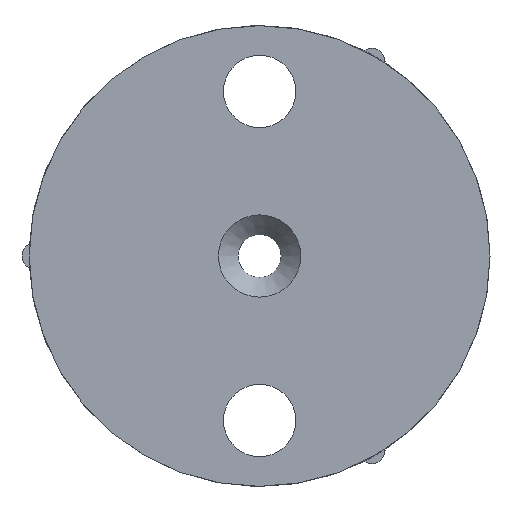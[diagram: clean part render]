
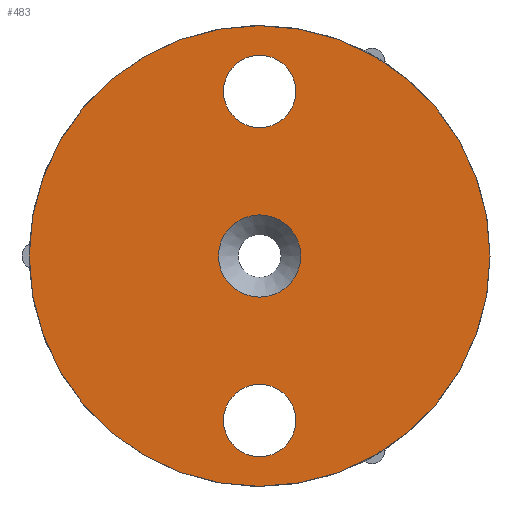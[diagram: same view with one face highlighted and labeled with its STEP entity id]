
A CAD part, front view. The second image highlights one B-rep face of the part: STEP entity #483.
In plain terms, the highlighted planar face has unit normal (0, -1, 0).
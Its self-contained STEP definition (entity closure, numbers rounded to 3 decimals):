
#18=FACE_BOUND('',#89,.T.);
#19=FACE_BOUND('',#90,.T.);
#20=FACE_BOUND('',#91,.T.);
#34=PLANE('',#565);
#60=FACE_OUTER_BOUND('',#88,.T.);
#88=EDGE_LOOP('',(#445));
#89=EDGE_LOOP('',(#446));
#90=EDGE_LOOP('',(#447));
#91=EDGE_LOOP('',(#448));
#163=CIRCLE('',#509,5.5);
#165=CIRCLE('',#512,5.5);
#166=CIRCLE('',#514,6.25);
#195=CIRCLE('',#564,35.);
#197=VERTEX_POINT('',#725);
#199=VERTEX_POINT('',#731);
#200=VERTEX_POINT('',#735);
#241=VERTEX_POINT('',#858);
#244=EDGE_CURVE('',#197,#197,#163,.T.);
#247=EDGE_CURVE('',#199,#199,#165,.T.);
#248=EDGE_CURVE('',#200,#200,#166,.T.);
#310=EDGE_CURVE('',#241,#241,#195,.T.);
#445=ORIENTED_EDGE('',*,*,#310,.F.);
#446=ORIENTED_EDGE('',*,*,#244,.T.);
#447=ORIENTED_EDGE('',*,*,#247,.T.);
#448=ORIENTED_EDGE('',*,*,#248,.T.);
#483=ADVANCED_FACE('',(#60,#18,#19,#20),#34,.F.);
#509=AXIS2_PLACEMENT_3D('',#727,#573,#574);
#512=AXIS2_PLACEMENT_3D('',#733,#580,#581);
#514=AXIS2_PLACEMENT_3D('',#736,#584,#585);
#564=AXIS2_PLACEMENT_3D('',#860,#717,#718);
#565=AXIS2_PLACEMENT_3D('',#861,#719,#720);
#573=DIRECTION('center_axis',(0.,1.,0.));
#574=DIRECTION('ref_axis',(1.,0.,0.));
#580=DIRECTION('center_axis',(0.,1.,0.));
#581=DIRECTION('ref_axis',(1.,0.,0.));
#584=DIRECTION('center_axis',(0.,1.,0.));
#585=DIRECTION('ref_axis',(-1.,0.,0.));
#717=DIRECTION('center_axis',(0.,1.,0.));
#718=DIRECTION('ref_axis',(-1.,0.,0.));
#719=DIRECTION('center_axis',(0.,1.,0.));
#720=DIRECTION('ref_axis',(0.,0.,1.));
#725=CARTESIAN_POINT('',(-5.5,0.,25.));
#727=CARTESIAN_POINT('Origin',(0.,0.,25.));
#731=CARTESIAN_POINT('',(-5.5,0.,-25.));
#733=CARTESIAN_POINT('Origin',(0.,0.,-25.));
#735=CARTESIAN_POINT('',(6.25,0.,0.));
#736=CARTESIAN_POINT('Origin',(0.,0.,0.));
#858=CARTESIAN_POINT('',(35.,0.,0.));
#860=CARTESIAN_POINT('Origin',(0.,0.,0.));
#861=CARTESIAN_POINT('Origin',(0.,0.,0.));
